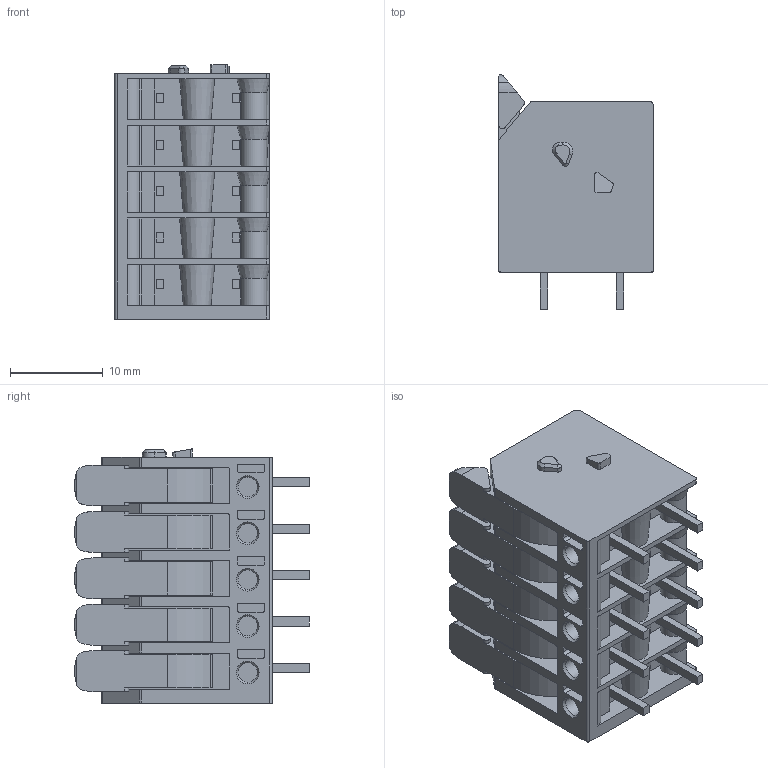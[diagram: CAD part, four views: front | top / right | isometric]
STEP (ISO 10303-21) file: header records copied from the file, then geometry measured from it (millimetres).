
FILE_DESCRIPTION(/* description */ ('STEP AP214'),/* implementation_level */ '2;1');
FILE_NAME(/* name */ '2604-3105',/* time_stamp */ '2022-11-15T05:37:48+01:00',/* author */ ('License CC BY-ND 4.0'),/* organization */ ('CADENAS'),/* preprocessor_version */ 'ST-DEVELOPER v18.102',/* originating_system */ 'PARTsolutions',/* authorisation */ ' ');
FILE_SCHEMA (('AUTOMOTIVE_DESIGN {1 0 10303 214 3 1 1}'));
Length unit declared in the file: millimetre
Products named in the file (1): 2604-3105
Bounding box: 16.7 x 25.3 x 27.4 mm (x, y, z)
Volume: 6722.6 mm3; surface area: 4677.8 mm2
Topology: 1 solids, 1 shells, 571 faces, 1490 edges, 953 vertices
Faces by surface type: plane 325, cylinder 178, cone 68
Full cylindrical faces by diameter (mm): 2.1 x5
Entity records: 21446 total; most frequent: CARTESIAN_POINT 3215, DIRECTION 2978, ORIENTED_EDGE 2960, EDGE_CURVE 1480, LINE 996, VECTOR 996, AXIS2_PLACEMENT_3D 991, VERTEX_POINT 953
